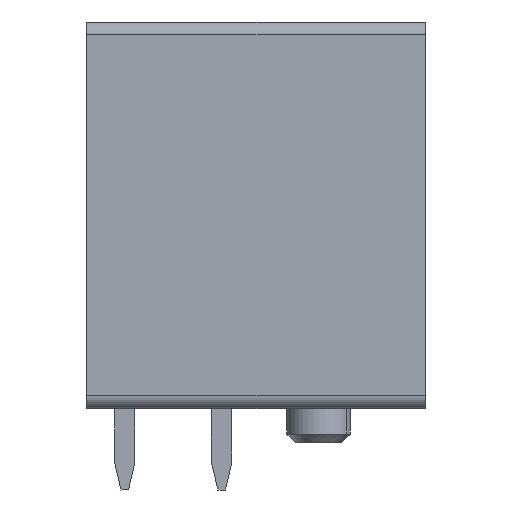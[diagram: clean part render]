
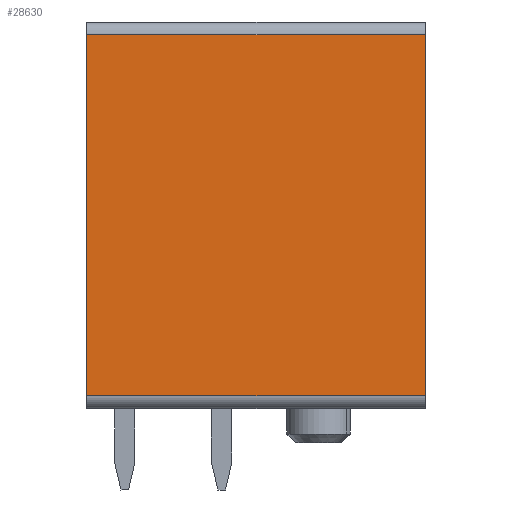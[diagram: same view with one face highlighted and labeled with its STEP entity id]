
A CAD part, left-side view. The second image highlights one B-rep face of the part: STEP entity #28630.
In plain terms, the highlighted planar face has unit normal (-1, 0, 0).
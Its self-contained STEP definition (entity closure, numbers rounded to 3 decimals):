
#28622=AXIS2_PLACEMENT_3D('Plane Axis2P3D',#28619,#28620,#28621) ;
#196=CARTESIAN_POINT('Vertex',(0.,0.,17.9)) ;
#199=CARTESIAN_POINT('Line Origine',(0.,0.,10.8)) ;
#203=CARTESIAN_POINT('Vertex',(0.,0.,3.7)) ;
#3843=CARTESIAN_POINT('Vertex',(0.,13.3,3.7)) ;
#3846=CARTESIAN_POINT('Line Origine',(0.,13.3,10.8)) ;
#3850=CARTESIAN_POINT('Vertex',(0.,13.3,17.9)) ;
#28590=CARTESIAN_POINT('Line Origine',(0.,6.65,17.9)) ;
#28607=CARTESIAN_POINT('Line Origine',(0.,6.65,3.7)) ;
#28619=CARTESIAN_POINT('Axis2P3D Location',(0.,0.,0.)) ;
#200=DIRECTION('Vector Direction',(0.,0.,-1.)) ;
#3847=DIRECTION('Vector Direction',(0.,0.,1.)) ;
#28591=DIRECTION('Vector Direction',(0.,1.,0.)) ;
#28608=DIRECTION('Vector Direction',(0.,1.,0.)) ;
#28620=DIRECTION('Axis2P3D Direction',(-1.,0.,0.)) ;
#28621=DIRECTION('Axis2P3D XDirection',(0.,-1.,0.)) ;
#201=VECTOR('Line Direction',#200,1.) ;
#3848=VECTOR('Line Direction',#3847,1.) ;
#28592=VECTOR('Line Direction',#28591,1.) ;
#28609=VECTOR('Line Direction',#28608,1.) ;
#28625=ORIENTED_EDGE('',*,*,#205,.T.) ;
#28626=ORIENTED_EDGE('',*,*,#28594,.T.) ;
#28627=ORIENTED_EDGE('',*,*,#3852,.T.) ;
#28628=ORIENTED_EDGE('',*,*,#28611,.T.) ;
#28630=ADVANCED_FACE('HOUSING',(#28629),#28623,.T.) ;
#205=EDGE_CURVE('',#204,#197,#202,.F.) ;
#3852=EDGE_CURVE('',#3851,#3844,#3849,.F.) ;
#28594=EDGE_CURVE('',#197,#3851,#28593,.T.) ;
#28611=EDGE_CURVE('',#3844,#204,#28610,.F.) ;
#28624=EDGE_LOOP('',(#28625,#28626,#28627,#28628)) ;
#28629=FACE_OUTER_BOUND('',#28624,.T.) ;
#202=LINE('Line',#199,#201) ;
#3849=LINE('Line',#3846,#3848) ;
#28593=LINE('Line',#28590,#28592) ;
#28610=LINE('Line',#28607,#28609) ;
#28623=PLANE('',#28622) ;
#197=VERTEX_POINT('',#196) ;
#204=VERTEX_POINT('',#203) ;
#3844=VERTEX_POINT('',#3843) ;
#3851=VERTEX_POINT('',#3850) ;
